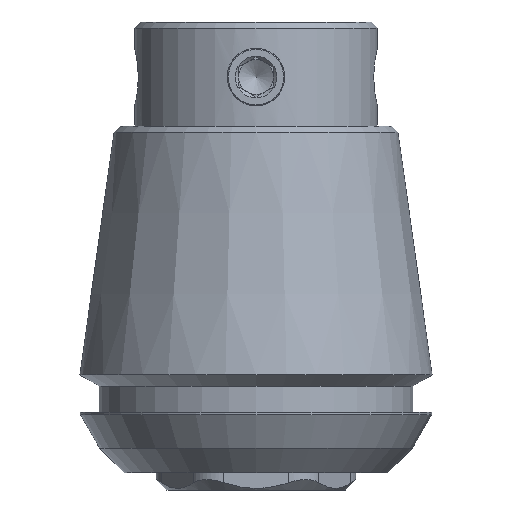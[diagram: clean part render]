
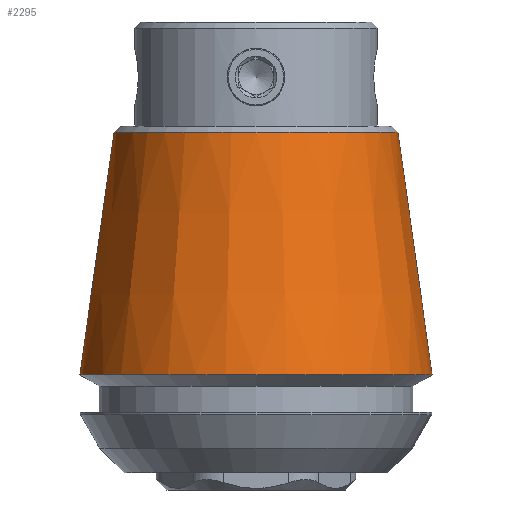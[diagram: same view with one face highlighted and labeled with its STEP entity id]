
A CAD part, front view. The second image highlights one B-rep face of the part: STEP entity #2295.
In plain terms, the highlighted conical face has half-angle 8 degrees and reference radius 20.32 mm.
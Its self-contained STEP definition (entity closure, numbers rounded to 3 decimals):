
#26=CONICAL_SURFACE('',#2434,20.32,0.14);
#318=CIRCLE('',#2433,20.32);
#319=CIRCLE('',#2435,16.381);
#446=ORIENTED_EDGE('',*,*,#826,.T.);
#447=ORIENTED_EDGE('',*,*,#825,.T.);
#825=EDGE_CURVE('',#1014,#1014,#318,.T.);
#826=EDGE_CURVE('',#1015,#1015,#319,.F.);
#1014=VERTEX_POINT('',#3309);
#1015=VERTEX_POINT('',#3312);
#1202=EDGE_LOOP('',(#446));
#1203=EDGE_LOOP('',(#447));
#1362=FACE_BOUND('',#1202,.T.);
#1363=FACE_BOUND('',#1203,.T.);
#2295=ADVANCED_FACE('',(#1362,#1363),#26,.T.);
#2433=AXIS2_PLACEMENT_3D('',#3308,#2679,#2680);
#2434=AXIS2_PLACEMENT_3D('',#3310,#2681,#2682);
#2435=AXIS2_PLACEMENT_3D('',#3311,#2683,#2684);
#2679=DIRECTION('',(0.,0.,1.));
#2680=DIRECTION('',(1.,0.,0.));
#2681=DIRECTION('',(0.,0.,-1.));
#2682=DIRECTION('',(-1.,0.,0.));
#2683=DIRECTION('',(0.,0.,1.));
#2684=DIRECTION('',(1.,0.,0.));
#3308=CARTESIAN_POINT('',(0.,0.,11.282));
#3309=CARTESIAN_POINT('',(20.32,0.,11.282));
#3310=CARTESIAN_POINT('',(0.,0.,11.282));
#3311=CARTESIAN_POINT('',(0.,0.,39.307));
#3312=CARTESIAN_POINT('',(16.381,0.,39.307));
